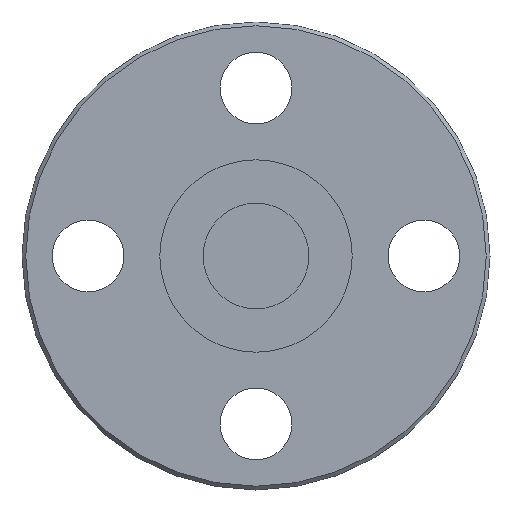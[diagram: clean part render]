
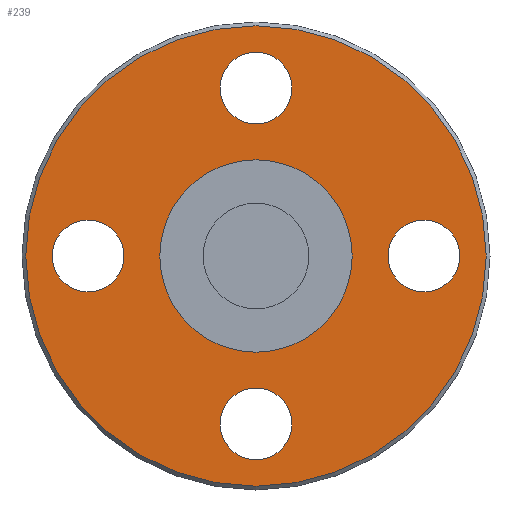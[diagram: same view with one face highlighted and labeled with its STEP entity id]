
A CAD part, front view. The second image highlights one B-rep face of the part: STEP entity #239.
In plain terms, the highlighted planar face has unit normal (0, -1, 0).
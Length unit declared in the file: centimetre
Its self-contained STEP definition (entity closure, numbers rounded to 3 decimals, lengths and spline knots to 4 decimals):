
#24=FACE_BOUND('',#84,.T.);
#25=FACE_BOUND('',#85,.T.);
#26=FACE_BOUND('',#86,.T.);
#27=FACE_BOUND('',#87,.T.);
#28=FACE_BOUND('',#88,.T.);
#58=FACE_OUTER_BOUND('',#83,.T.);
#83=EDGE_LOOP('',(#183));
#84=EDGE_LOOP('',(#184));
#85=EDGE_LOOP('',(#185));
#86=EDGE_LOOP('',(#186));
#87=EDGE_LOOP('',(#187));
#88=EDGE_LOOP('',(#188));
#108=CIRCLE('',#255,0.95);
#110=CIRCLE('',#258,0.95);
#112=CIRCLE('',#261,0.95);
#114=CIRCLE('',#264,0.95);
#119=CIRCLE('',#272,6.1);
#120=CIRCLE('',#274,2.55);
#128=VERTEX_POINT('',#372);
#130=VERTEX_POINT('',#377);
#132=VERTEX_POINT('',#382);
#134=VERTEX_POINT('',#387);
#139=VERTEX_POINT('',#400);
#140=VERTEX_POINT('',#403);
#148=EDGE_CURVE('',#128,#128,#108,.T.);
#150=EDGE_CURVE('',#130,#130,#110,.T.);
#152=EDGE_CURVE('',#132,#132,#112,.T.);
#154=EDGE_CURVE('',#134,#134,#114,.T.);
#159=EDGE_CURVE('',#139,#139,#119,.T.);
#160=EDGE_CURVE('',#140,#140,#120,.T.);
#183=ORIENTED_EDGE('',*,*,#159,.T.);
#184=ORIENTED_EDGE('',*,*,#148,.T.);
#185=ORIENTED_EDGE('',*,*,#150,.T.);
#186=ORIENTED_EDGE('',*,*,#152,.T.);
#187=ORIENTED_EDGE('',*,*,#154,.T.);
#188=ORIENTED_EDGE('',*,*,#160,.F.);
#207=PLANE('',#273);
#239=ADVANCED_FACE('',(#58,#24,#25,#26,#27,#28),#207,.T.);
#255=AXIS2_PLACEMENT_3D('',#373,#301,#302);
#258=AXIS2_PLACEMENT_3D('',#378,#307,#308);
#261=AXIS2_PLACEMENT_3D('',#383,#313,#314);
#264=AXIS2_PLACEMENT_3D('',#388,#319,#320);
#272=AXIS2_PLACEMENT_3D('',#401,#335,#336);
#273=AXIS2_PLACEMENT_3D('',#402,#337,#338);
#274=AXIS2_PLACEMENT_3D('',#404,#339,#340);
#301=DIRECTION('center_axis',(0.,1.,0.));
#302=DIRECTION('ref_axis',(0.,0.,-1.));
#307=DIRECTION('center_axis',(0.,1.,0.));
#308=DIRECTION('ref_axis',(1.,0.,0.));
#313=DIRECTION('center_axis',(0.,1.,0.));
#314=DIRECTION('ref_axis',(0.,0.,1.));
#319=DIRECTION('center_axis',(0.,1.,0.));
#320=DIRECTION('ref_axis',(-1.,0.,0.));
#335=DIRECTION('center_axis',(0.,-1.,0.));
#336=DIRECTION('ref_axis',(1.,0.,0.));
#337=DIRECTION('center_axis',(0.,-1.,0.));
#338=DIRECTION('ref_axis',(0.,0.,-1.));
#339=DIRECTION('center_axis',(0.,-1.,0.));
#340=DIRECTION('ref_axis',(1.,0.,0.));
#372=CARTESIAN_POINT('',(4.45,0.16,0.95));
#373=CARTESIAN_POINT('Origin',(4.45,0.16,0.));
#377=CARTESIAN_POINT('',(-0.95,0.16,4.45));
#378=CARTESIAN_POINT('Origin',(0.,0.16,4.45));
#382=CARTESIAN_POINT('',(-4.45,0.16,-0.95));
#383=CARTESIAN_POINT('Origin',(-4.45,0.16,0.));
#387=CARTESIAN_POINT('',(0.95,0.16,-4.45));
#388=CARTESIAN_POINT('Origin',(0.,0.16,-4.45));
#400=CARTESIAN_POINT('',(6.1,0.16,0.));
#401=CARTESIAN_POINT('Origin',(0.,0.16,0.));
#402=CARTESIAN_POINT('Origin',(4.325,0.16,0.));
#403=CARTESIAN_POINT('',(2.55,0.16,0.));
#404=CARTESIAN_POINT('Origin',(0.,0.16,0.));
